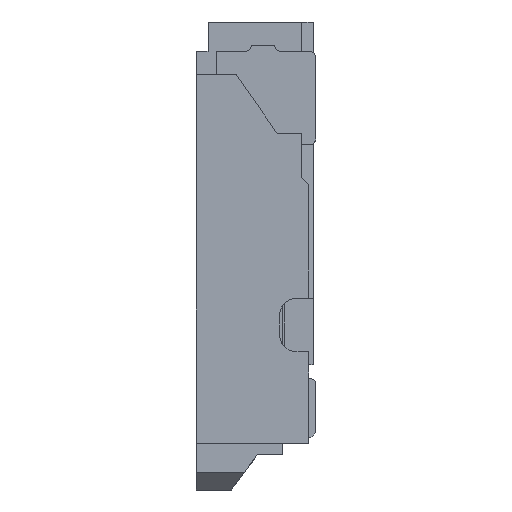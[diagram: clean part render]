
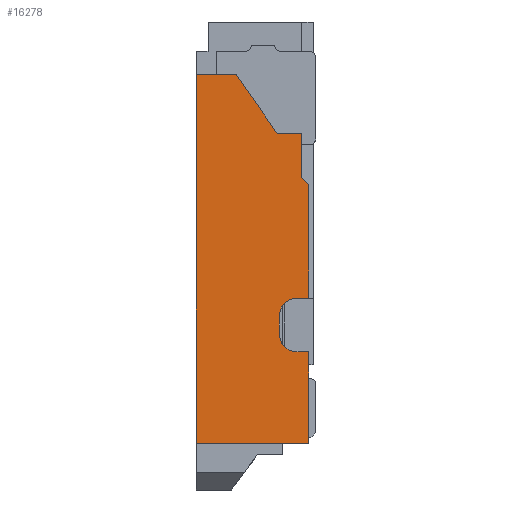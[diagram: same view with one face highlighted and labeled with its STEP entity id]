
A CAD part, left-side view. The second image highlights one B-rep face of the part: STEP entity #16278.
In plain terms, the highlighted planar face has unit normal (-1, 0, 0).
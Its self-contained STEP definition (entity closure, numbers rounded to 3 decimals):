
#383 = LINE ( 'NONE', #32459, #16158 ) ;
#1290 = LINE ( 'NONE', #6635, #16234 ) ;
#1908 = CARTESIAN_POINT ( 'NONE',  ( -5.85, 0.06, -0.56 ) ) ;
#2177 = VERTEX_POINT ( 'NONE', #20854 ) ;
#2389 = EDGE_CURVE ( 'NONE', #7930, #20330, #18544, .T. ) ;
#3479 = CARTESIAN_POINT ( 'NONE',  ( -5.85, 0.12, 0.47 ) ) ;
#3492 = DIRECTION ( 'NONE',  ( 0., 0., 1. ) ) ;
#3937 = LINE ( 'NONE', #6599, #24751 ) ;
#4247 = VERTEX_POINT ( 'NONE', #15655 ) ;
#4469 = DIRECTION ( 'NONE',  ( 1., 0., 0. ) ) ;
#4783 = LINE ( 'NONE', #24814, #36595 ) ;
#5049 = VERTEX_POINT ( 'NONE', #35036 ) ;
#5077 = ORIENTED_EDGE ( 'NONE', *, *, #15040, .T. ) ;
#5484 = DIRECTION ( 'NONE',  ( 0., 0., 1. ) ) ;
#5630 = CARTESIAN_POINT ( 'NONE',  ( -5.85, 1.02, -1.8 ) ) ;
#6062 = CARTESIAN_POINT ( 'NONE',  ( -5.85, 0.06, 0.41 ) ) ;
#6315 = LINE ( 'NONE', #9560, #14968 ) ;
#6461 = ORIENTED_EDGE ( 'NONE', *, *, #12144, .T. ) ;
#6599 = CARTESIAN_POINT ( 'NONE',  ( -5.85, 0.31, -0.71 ) ) ;
#6635 = CARTESIAN_POINT ( 'NONE',  ( -5.85, 0.33, 0.85 ) ) ;
#6699 = EDGE_CURVE ( 'NONE', #17748, #8853, #18714, .T. ) ;
#7655 = VERTEX_POINT ( 'NONE', #1908 ) ;
#7930 = VERTEX_POINT ( 'NONE', #36077 ) ;
#8006 = ORIENTED_EDGE ( 'NONE', *, *, #2389, .T. ) ;
#8177 = VERTEX_POINT ( 'NONE', #34896 ) ;
#8853 = VERTEX_POINT ( 'NONE', #14821 ) ;
#9218 = VERTEX_POINT ( 'NONE', #5630 ) ;
#9560 = CARTESIAN_POINT ( 'NONE',  ( -5.85, 0.68, 1.35 ) ) ;
#9913 = EDGE_CURVE ( 'NONE', #9218, #4247, #31652, .T. ) ;
#10188 = CARTESIAN_POINT ( 'NONE',  ( -5.85, 1.02, 1.35 ) ) ;
#10286 = CARTESIAN_POINT ( 'NONE',  ( -5.85, 0.06, -0.56 ) ) ;
#10292 = ORIENTED_EDGE ( 'NONE', *, *, #10454, .T. ) ;
#10454 = EDGE_CURVE ( 'NONE', #7655, #21221, #19761, .T. ) ;
#10875 = CARTESIAN_POINT ( 'NONE',  ( -5.85, 0.12, 0.47 ) ) ;
#10932 = EDGE_CURVE ( 'NONE', #9218, #17748, #23317, .T. ) ;
#12144 = EDGE_CURVE ( 'NONE', #21221, #15667, #32492, .T. ) ;
#13211 = DIRECTION ( 'NONE',  ( 1., 0., 0. ) ) ;
#13330 = LINE ( 'NONE', #10286, #18626 ) ;
#13349 = EDGE_LOOP ( 'NONE', ( #23495, #5077, #8006, #36611, #23433, #20287, #10292, #6461, #13522, #33227, #23116, #25029, #36874, #34630 ) ) ;
#13389 = CARTESIAN_POINT ( 'NONE',  ( -5.85, 0.16, -0.87 ) ) ;
#13522 = ORIENTED_EDGE ( 'NONE', *, *, #33002, .T. ) ;
#14459 = DIRECTION ( 'NONE',  ( 0., 0., 1. ) ) ;
#14821 = CARTESIAN_POINT ( 'NONE',  ( -5.85, 0.06, -1.02 ) ) ;
#14968 = VECTOR ( 'NONE', #29603, 1000. ) ;
#14969 = CARTESIAN_POINT ( 'NONE',  ( -5.85, 0.16, -1.02 ) ) ;
#15040 = EDGE_CURVE ( 'NONE', #8853, #7930, #15540, .T. ) ;
#15083 = VECTOR ( 'NONE', #14459, 1000. ) ;
#15540 = LINE ( 'NONE', #14969, #25854 ) ;
#15655 = CARTESIAN_POINT ( 'NONE',  ( -5.85, 1.02, 1.35 ) ) ;
#15667 = VERTEX_POINT ( 'NONE', #10875 ) ;
#15807 = EDGE_CURVE ( 'NONE', #4247, #8177, #383, .T. ) ;
#15936 = VERTEX_POINT ( 'NONE', #32260 ) ;
#16091 = DIRECTION ( 'NONE',  ( 0., 0., -1. ) ) ;
#16158 = VECTOR ( 'NONE', #20585, 1000. ) ;
#16234 = VECTOR ( 'NONE', #24368, 1000. ) ;
#16278 = ADVANCED_FACE ( 'NONE', ( #33109 ), #21253, .F. ) ;
#17599 = VECTOR ( 'NONE', #35168, 1000. ) ;
#17748 = VERTEX_POINT ( 'NONE', #35187 ) ;
#17780 = EDGE_CURVE ( 'NONE', #26276, #15936, #29599, .T. ) ;
#17967 = DIRECTION ( 'NONE',  ( 0., 0.707, 0.707 ) ) ;
#18488 = EDGE_CURVE ( 'NONE', #15936, #7655, #13330, .T. ) ;
#18544 = CIRCLE ( 'NONE', #35679, 0.15 ) ;
#18626 = VECTOR ( 'NONE', #36641, 1000. ) ;
#18714 = LINE ( 'NONE', #30587, #22640 ) ;
#18718 = EDGE_CURVE ( 'NONE', #5049, #2177, #1290, .T. ) ;
#19073 = DIRECTION ( 'NONE',  ( 0., 0., 1. ) ) ;
#19761 = LINE ( 'NONE', #19958, #33422 ) ;
#19806 = AXIS2_PLACEMENT_3D ( 'NONE', #31613, #35563, #3492 ) ;
#19958 = CARTESIAN_POINT ( 'NONE',  ( -5.85, 0.06, 0.41 ) ) ;
#20287 = ORIENTED_EDGE ( 'NONE', *, *, #18488, .T. ) ;
#20330 = VERTEX_POINT ( 'NONE', #24538 ) ;
#20585 = DIRECTION ( 'NONE',  ( 0., -1., 0. ) ) ;
#20854 = CARTESIAN_POINT ( 'NONE',  ( -5.85, 0.33, 0.85 ) ) ;
#21221 = VERTEX_POINT ( 'NONE', #6062 ) ;
#21253 = PLANE ( 'NONE',  #24626 ) ;
#22640 = VECTOR ( 'NONE', #36132, 1000. ) ;
#23116 = ORIENTED_EDGE ( 'NONE', *, *, #26493, .T. ) ;
#23157 = VECTOR ( 'NONE', #17967, 1000. ) ;
#23317 = LINE ( 'NONE', #26371, #17599 ) ;
#23433 = ORIENTED_EDGE ( 'NONE', *, *, #17780, .T. ) ;
#23495 = ORIENTED_EDGE ( 'NONE', *, *, #6699, .T. ) ;
#24368 = DIRECTION ( 'NONE',  ( 0., 1., 0. ) ) ;
#24538 = CARTESIAN_POINT ( 'NONE',  ( -5.85, 0.31, -0.87 ) ) ;
#24626 = AXIS2_PLACEMENT_3D ( 'NONE', #10188, #4469, #16091 ) ;
#24751 = VECTOR ( 'NONE', #30276, 1000. ) ;
#24814 = CARTESIAN_POINT ( 'NONE',  ( -5.85, 0.12, 0.85 ) ) ;
#25029 = ORIENTED_EDGE ( 'NONE', *, *, #15807, .F. ) ;
#25775 = EDGE_CURVE ( 'NONE', #20330, #26276, #3937, .T. ) ;
#25854 = VECTOR ( 'NONE', #35601, 1000. ) ;
#26276 = VERTEX_POINT ( 'NONE', #36699 ) ;
#26371 = CARTESIAN_POINT ( 'NONE',  ( -5.85, 1.02, -1.8 ) ) ;
#26493 = EDGE_CURVE ( 'NONE', #2177, #8177, #6315, .T. ) ;
#29599 = CIRCLE ( 'NONE', #19806, 0.15 ) ;
#29603 = DIRECTION ( 'NONE',  ( 0., 0.574, 0.819 ) ) ;
#30276 = DIRECTION ( 'NONE',  ( 0., 0., 1. ) ) ;
#30414 = DIRECTION ( 'NONE',  ( 0., 0., 1. ) ) ;
#30587 = CARTESIAN_POINT ( 'NONE',  ( -5.85, 0.06, -1.02 ) ) ;
#31613 = CARTESIAN_POINT ( 'NONE',  ( -5.85, 0.16, -0.71 ) ) ;
#31652 = LINE ( 'NONE', #34893, #15083 ) ;
#32260 = CARTESIAN_POINT ( 'NONE',  ( -5.85, 0.16, -0.56 ) ) ;
#32459 = CARTESIAN_POINT ( 'NONE',  ( -5.85, 1.02, 1.35 ) ) ;
#32492 = LINE ( 'NONE', #3479, #23157 ) ;
#33002 = EDGE_CURVE ( 'NONE', #15667, #5049, #4783, .T. ) ;
#33109 = FACE_OUTER_BOUND ( 'NONE', #13349, .T. ) ;
#33227 = ORIENTED_EDGE ( 'NONE', *, *, #18718, .T. ) ;
#33422 = VECTOR ( 'NONE', #5484, 1000. ) ;
#34630 = ORIENTED_EDGE ( 'NONE', *, *, #10932, .T. ) ;
#34893 = CARTESIAN_POINT ( 'NONE',  ( -5.85, 1.02, 1.35 ) ) ;
#34896 = CARTESIAN_POINT ( 'NONE',  ( -5.85, 0.68, 1.35 ) ) ;
#35036 = CARTESIAN_POINT ( 'NONE',  ( -5.85, 0.12, 0.85 ) ) ;
#35168 = DIRECTION ( 'NONE',  ( 0., -1., 0. ) ) ;
#35187 = CARTESIAN_POINT ( 'NONE',  ( -5.85, 0.06, -1.8 ) ) ;
#35563 = DIRECTION ( 'NONE',  ( 1., 0., 0. ) ) ;
#35601 = DIRECTION ( 'NONE',  ( 0., 1., 0. ) ) ;
#35679 = AXIS2_PLACEMENT_3D ( 'NONE', #13389, #13211, #30414 ) ;
#36077 = CARTESIAN_POINT ( 'NONE',  ( -5.85, 0.16, -1.02 ) ) ;
#36132 = DIRECTION ( 'NONE',  ( 0., 0., 1. ) ) ;
#36595 = VECTOR ( 'NONE', #19073, 1000. ) ;
#36611 = ORIENTED_EDGE ( 'NONE', *, *, #25775, .T. ) ;
#36641 = DIRECTION ( 'NONE',  ( 0., -1., 0. ) ) ;
#36699 = CARTESIAN_POINT ( 'NONE',  ( -5.85, 0.31, -0.71 ) ) ;
#36874 = ORIENTED_EDGE ( 'NONE', *, *, #9913, .F. ) ;
